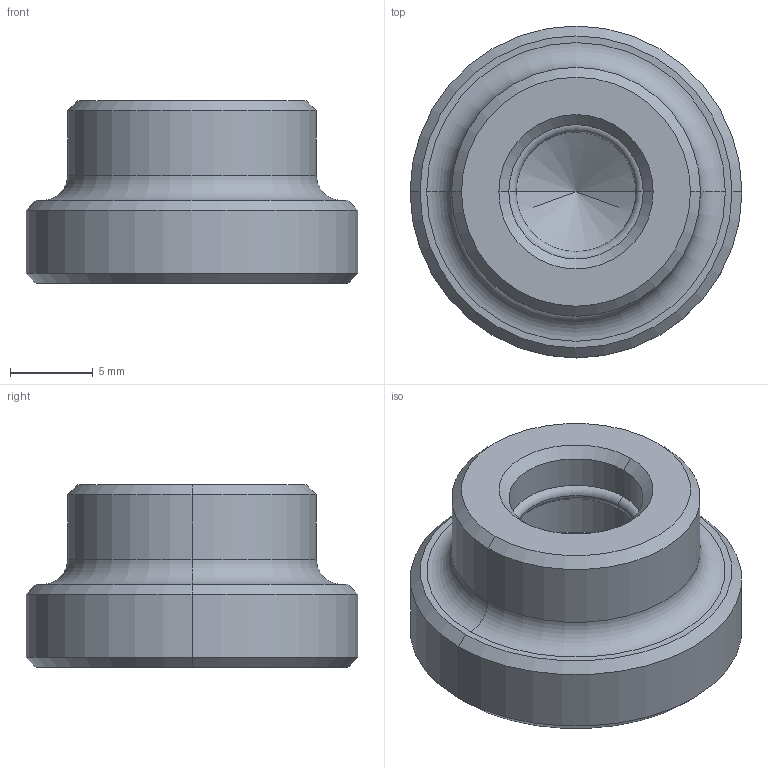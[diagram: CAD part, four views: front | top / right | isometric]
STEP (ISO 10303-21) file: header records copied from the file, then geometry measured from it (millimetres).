
FILE_DESCRIPTION(('STEP AP214'),'1');
FILE_NAME('HALDERN_EH_22560_0120.stp','2020-04-22T11:25:05',('TraceParts'),('TraceParts S.A.'),'Spatial InterOp 3D',' ',' ');
FILE_SCHEMA(('AUTOMOTIVE_DESIGN { 1 0 10303 214 1 1 1 1 }'));
Length unit declared in the file: millimetre
Products named in the file (1): HALDERN_EH_22560_0120
Bounding box: 20 x 20 x 11 mm (x, y, z)
Volume: 2247.1 mm3; surface area: 1311.7 mm2
Topology: 1 solids, 1 shells, 30 faces, 60 edges, 33 vertices
Faces by surface type: cone 10, cylinder 10, torus 6, plane 4
Entity records: 1483 total; most frequent: DIRECTION 158, STYLED_ITEM 122, PRESENTATION_STYLE_ASSIGNMENT 122, CARTESIAN_POINT 122, COLOUR_RGB 122, ORIENTED_EDGE 116, AXIS2_PLACEMENT_3D 69, EDGE_CURVE 58
